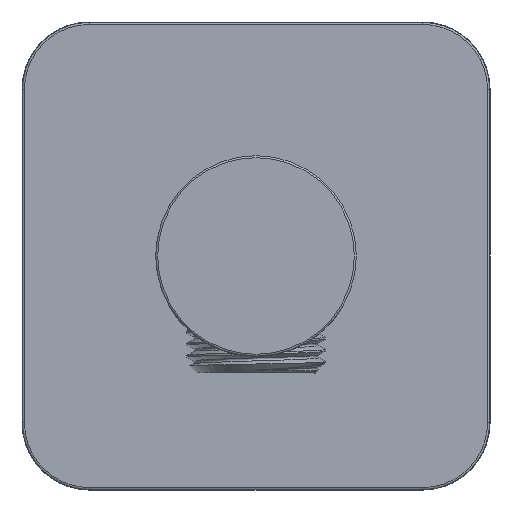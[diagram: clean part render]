
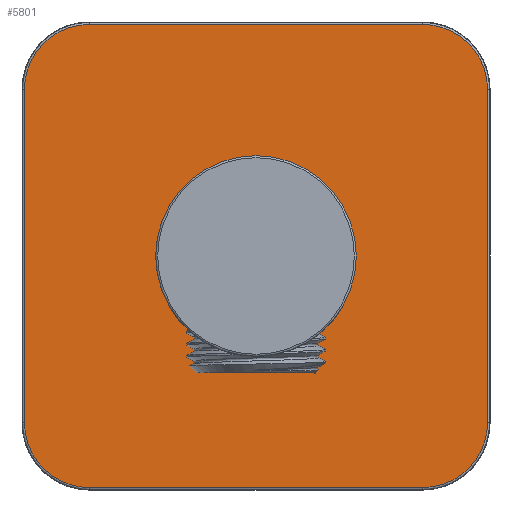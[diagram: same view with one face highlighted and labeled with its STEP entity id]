
A CAD part, left-side view. The second image highlights one B-rep face of the part: STEP entity #5801.
In plain terms, the highlighted planar face has unit normal (-1, 0, 0).
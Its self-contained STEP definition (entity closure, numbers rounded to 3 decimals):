
#70=ELLIPSE('',#6278,9.703,9.7);
#71=ELLIPSE('',#6282,9.703,9.7);
#72=ELLIPSE('',#6285,9.703,9.7);
#73=ELLIPSE('',#6287,9.703,9.7);
#932=CIRCLE('',#6257,15.);
#2632=ORIENTED_EDGE('',*,*,#3486,.F.);
#2633=ORIENTED_EDGE('',*,*,#3522,.T.);
#2634=ORIENTED_EDGE('',*,*,#3520,.T.);
#2635=ORIENTED_EDGE('',*,*,#3518,.T.);
#2636=ORIENTED_EDGE('',*,*,#3516,.T.);
#2637=ORIENTED_EDGE('',*,*,#3514,.T.);
#2638=ORIENTED_EDGE('',*,*,#3524,.T.);
#2639=ORIENTED_EDGE('',*,*,#3490,.T.);
#2640=ORIENTED_EDGE('',*,*,#3523,.T.);
#3486=EDGE_CURVE('',#4068,#4068,#932,.T.);
#3490=EDGE_CURVE('',#4069,#4072,#4283,.F.);
#3514=EDGE_CURVE('',#4087,#4088,#4299,.F.);
#3516=EDGE_CURVE('',#4089,#4087,#70,.T.);
#3518=EDGE_CURVE('',#4090,#4089,#4300,.F.);
#3520=EDGE_CURVE('',#4091,#4090,#71,.T.);
#3522=EDGE_CURVE('',#4092,#4091,#4301,.F.);
#3523=EDGE_CURVE('',#4072,#4092,#72,.T.);
#3524=EDGE_CURVE('',#4088,#4069,#73,.T.);
#4068=VERTEX_POINT('',#21355);
#4069=VERTEX_POINT('',#21358);
#4072=VERTEX_POINT('',#21363);
#4087=VERTEX_POINT('',#21409);
#4088=VERTEX_POINT('',#21411);
#4089=VERTEX_POINT('',#21435);
#4090=VERTEX_POINT('',#21439);
#4091=VERTEX_POINT('',#21463);
#4092=VERTEX_POINT('',#21467);
#4283=LINE('',#21364,#4492);
#4299=LINE('',#21412,#4508);
#4300=LINE('',#21440,#4509);
#4301=LINE('',#21468,#4510);
#4492=VECTOR('',#7367,1000.);
#4508=VECTOR('',#7415,1000.);
#4509=VECTOR('',#7424,1000.);
#4510=VECTOR('',#7433,1000.);
#4928=EDGE_LOOP('',(#2632));
#4929=EDGE_LOOP('',(#2633,#2634,#2635,#2636,#2637,#2638,#2639,#2640));
#5352=FACE_BOUND('',#4928,.T.);
#5353=FACE_BOUND('',#4929,.T.);
#5448=PLANE('',#6286);
#5801=ADVANCED_FACE('',(#5352,#5353),#5448,.T.);
#6257=AXIS2_PLACEMENT_3D('',#21354,#7358,#7359);
#6278=AXIS2_PLACEMENT_3D('',#21436,#7418,#7419);
#6282=AXIS2_PLACEMENT_3D('',#21464,#7427,#7428);
#6285=AXIS2_PLACEMENT_3D('',#21490,#7434,#7435);
#6286=AXIS2_PLACEMENT_3D('',#21491,#7436,#7437);
#6287=AXIS2_PLACEMENT_3D('',#21492,#7438,#7439);
#7358=DIRECTION('',(-1.,0.,0.));
#7359=DIRECTION('',(0.,0.,1.));
#7367=DIRECTION('',(0.,-1.,0.));
#7415=DIRECTION('',(0.,0.,-1.));
#7418=DIRECTION('',(-1.,0.,0.));
#7419=DIRECTION('',(0.,0.707,0.707));
#7424=DIRECTION('',(0.,1.,0.));
#7427=DIRECTION('',(-1.,0.,0.));
#7428=DIRECTION('',(0.,-0.707,0.707));
#7433=DIRECTION('',(0.,0.,1.));
#7434=DIRECTION('',(-1.,0.,0.));
#7435=DIRECTION('',(0.,-0.707,-0.707));
#7436=DIRECTION('',(-1.,0.,0.));
#7437=DIRECTION('',(0.,-1.,0.));
#7438=DIRECTION('',(-1.,0.,0.));
#7439=DIRECTION('',(0.,0.707,-0.707));
#21354=CARTESIAN_POINT('',(-4.,0.,0.));
#21355=CARTESIAN_POINT('',(-4.,0.,15.));
#21358=CARTESIAN_POINT('',(-4.,-24.937,34.635));
#21363=CARTESIAN_POINT('',(-4.,24.937,34.635));
#21364=CARTESIAN_POINT('',(-4.,0.,34.635));
#21409=CARTESIAN_POINT('',(-4.,-34.635,-24.937));
#21411=CARTESIAN_POINT('',(-4.,-34.635,24.937));
#21412=CARTESIAN_POINT('',(-4.,-34.635,0.));
#21435=CARTESIAN_POINT('',(-4.,-24.937,-34.635));
#21436=CARTESIAN_POINT('',(-4.,-24.934,-24.934));
#21439=CARTESIAN_POINT('',(-4.,24.937,-34.635));
#21440=CARTESIAN_POINT('',(-4.,0.,-34.635));
#21463=CARTESIAN_POINT('',(-4.,34.635,-24.937));
#21464=CARTESIAN_POINT('',(-4.,24.934,-24.934));
#21467=CARTESIAN_POINT('',(-4.,34.635,24.937));
#21468=CARTESIAN_POINT('',(-4.,34.635,0.));
#21490=CARTESIAN_POINT('',(-4.,24.934,24.934));
#21491=CARTESIAN_POINT('',(-4.,0.,0.));
#21492=CARTESIAN_POINT('',(-4.,-24.934,24.934));
